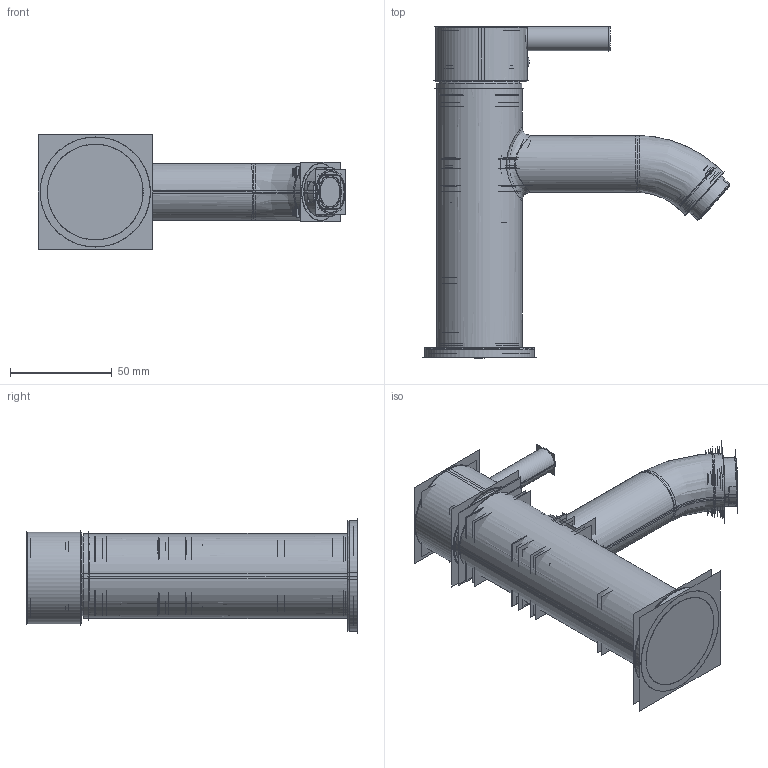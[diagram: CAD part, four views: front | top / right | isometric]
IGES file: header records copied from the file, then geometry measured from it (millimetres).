
Start section:  PTC IGES file: DE110DPC.igs
Global section: file name: DE110DPC.igs; native system: Pro/ENGINEER by Parametric Technology Corporation; preprocessor: 2009360; author: user321; organization: Unknown; date: 20191226.154338; units: millimetre
Bounding box: 151.27 x 163.03 x 56.28 mm (x, y, z)
Volume: 145336.1 mm3; surface area: 792307.3 mm2
Topology: 11 solids, 29 shells, 1416 faces, 7267 edges, 9303 vertices
Faces by surface type: revolution 884, bspline 532
